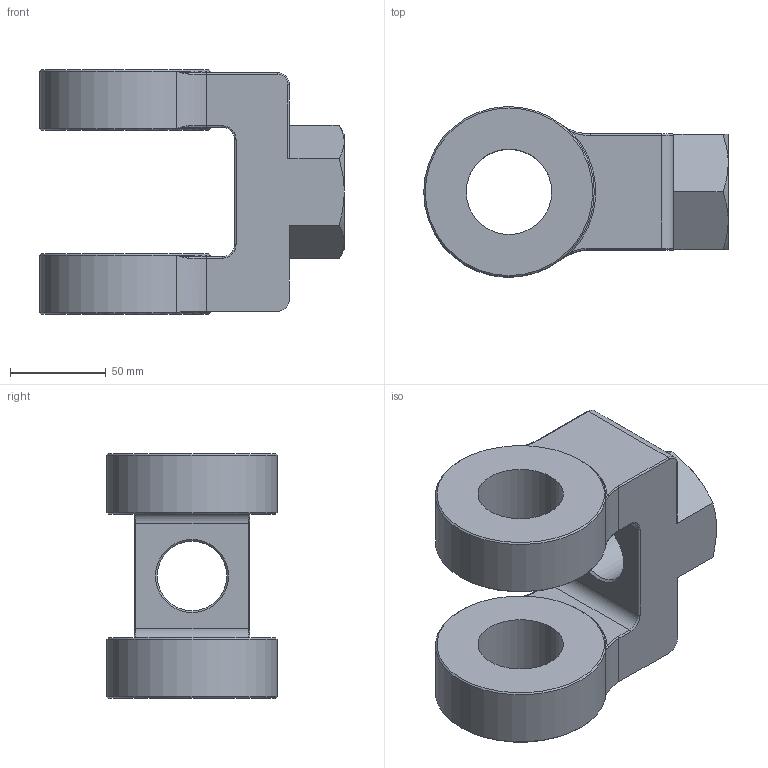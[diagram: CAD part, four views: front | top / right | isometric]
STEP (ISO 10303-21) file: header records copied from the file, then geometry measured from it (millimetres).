
FILE_DESCRIPTION((''),'2;1');
FILE_NAME('A500-307','2020-01-22T20:25:22',('MeFernandez'),('ASCO Numatics'),'CREO PARAMETRIC BY PTC INC, 2018190','CREO PARAMETRIC BY PTC INC, 2018190','');
FILE_SCHEMA(('AUTOMOTIVE_DESIGN_CC2 { 1 2 10303 214 -1 1 5 2 }'));
Length unit declared in the file: inch
Products named in the file (1): A500-307
Bounding box: 158.75 x 88.85 x 127.53 mm (x, y, z)
Volume: 596422.9 mm3; surface area: 78880 mm2
Topology: 1 solids, 1 shells, 84 faces, 198 edges, 116 vertices
Faces by surface type: cylinder 26, plane 18, cone 18, torus 16, bspline 6
Entity records: 4501 total; most frequent: CARTESIAN_POINT 902, DIRECTION 428, ORIENTED_EDGE 396, PRESENTATION_STYLE_ASSIGNMENT 283, STYLED_ITEM 199, CURVE_STYLE 198, EDGE_CURVE 198, AXIS2_PLACEMENT_3D 180
